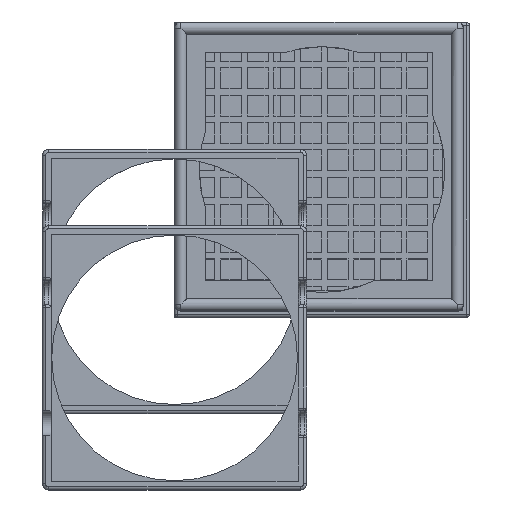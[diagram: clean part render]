
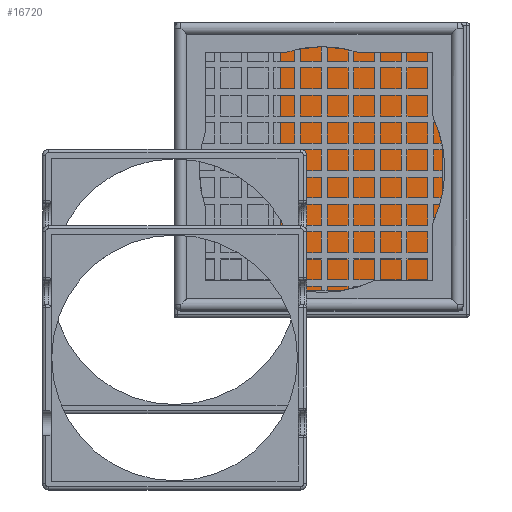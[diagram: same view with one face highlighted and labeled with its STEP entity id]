
A CAD part, top view. The second image highlights one B-rep face of the part: STEP entity #16720.
In plain terms, the highlighted planar face has unit normal (0, 0, 1).
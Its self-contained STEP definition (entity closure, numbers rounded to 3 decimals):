
#1405=FACE_OUTER_BOUND('',#2390,.T.);
#2390=EDGE_LOOP('',(#12358,#12359,#12360,#12361));
#3314=LINE('',#23669,#5237);
#3582=LINE('',#24697,#5505);
#3586=LINE('',#24706,#5509);
#3588=LINE('',#24709,#5511);
#5237=VECTOR('',#18956,10.);
#5505=VECTOR('',#20130,10.);
#5509=VECTOR('',#20140,10.);
#5511=VECTOR('',#20144,10.);
#7150=VERTEX_POINT('',#23666);
#7151=VERTEX_POINT('',#23668);
#7458=VERTEX_POINT('',#24695);
#7460=VERTEX_POINT('',#24705);
#8709=EDGE_CURVE('',#7151,#7150,#3314,.F.);
#9258=EDGE_CURVE('',#7150,#7458,#3582,.F.);
#9262=EDGE_CURVE('',#7458,#7460,#3586,.T.);
#9264=EDGE_CURVE('',#7460,#7151,#3588,.F.);
#12358=ORIENTED_EDGE('',*,*,#9262,.T.);
#12359=ORIENTED_EDGE('',*,*,#9264,.T.);
#12360=ORIENTED_EDGE('',*,*,#8709,.T.);
#12361=ORIENTED_EDGE('',*,*,#9258,.T.);
#16033=PLANE('',#17909);
#16720=ADVANCED_FACE('',(#1405),#16033,.F.);
#17909=AXIS2_PLACEMENT_3D('',#24708,#20142,#20143);
#18956=DIRECTION('',(0.,-1.,0.));
#20130=DIRECTION('',(1.,0.,0.));
#20140=DIRECTION('',(0.,-1.,0.));
#20142=DIRECTION('center_axis',(0.,0.,-1.));
#20143=DIRECTION('ref_axis',(-1.,0.,0.));
#20144=DIRECTION('',(-1.,0.,0.));
#23666=CARTESIAN_POINT('',(45.4,45.4,-18.4));
#23668=CARTESIAN_POINT('',(45.4,2.6,-18.4));
#23669=CARTESIAN_POINT('',(45.4,34.7,-18.4));
#24695=CARTESIAN_POINT('',(17.3,45.4,-18.4));
#24697=CARTESIAN_POINT('',(13.3,45.4,-18.4));
#24705=CARTESIAN_POINT('',(17.3,2.6,-18.4));
#24706=CARTESIAN_POINT('',(17.3,12.,-18.4));
#24708=CARTESIAN_POINT('Origin',(24.,24.,-18.4));
#24709=CARTESIAN_POINT('',(34.7,2.6,-18.4));
